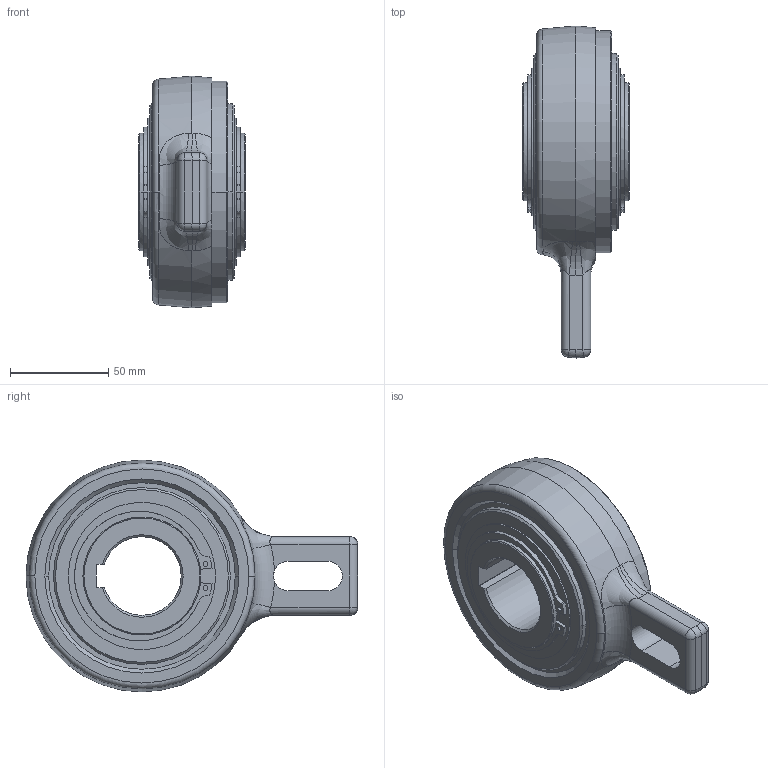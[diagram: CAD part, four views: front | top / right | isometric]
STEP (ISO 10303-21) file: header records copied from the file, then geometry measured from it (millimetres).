
FILE_DESCRIPTION((''),'2;1');
FILE_NAME('_CGS_TEMP_IGS','2023-05-19T',('SYSTEM'),(''),'PRO/ENGINEER BY PARAMETRIC TECHNOLOGY CORPORATION, 2016360','PRO/ENGINEER BY PARAMETRIC TECHNOLOGY CORPORATION, 2016360','');
FILE_SCHEMA(('AUTOMOTIVE_DESIGN { 1 0 10303 214 1 1 1 1 }'));
Length unit declared in the file: inch
Products named in the file (1): _CGS_TEMP_IGS
Bounding box: 54 x 169 x 118 mm (x, y, z)
Volume: 373373.2 mm3; surface area: 90151.5 mm2
Topology: 21 solids, 23 shells, 491 faces, 1308 edges, 831 vertices
Faces by surface type: cylinder 157, plane 149, cone 89, bspline 52, torus 40, sphere 4
Entity records: 26302 total; most frequent: CARTESIAN_POINT 13839, DIRECTION 2643, ORIENTED_EDGE 2576, EDGE_CURVE 1288, AXIS2_PLACEMENT_3D 1100, VERTEX_POINT 831, CIRCLE 661, EDGE_LOOP 527
